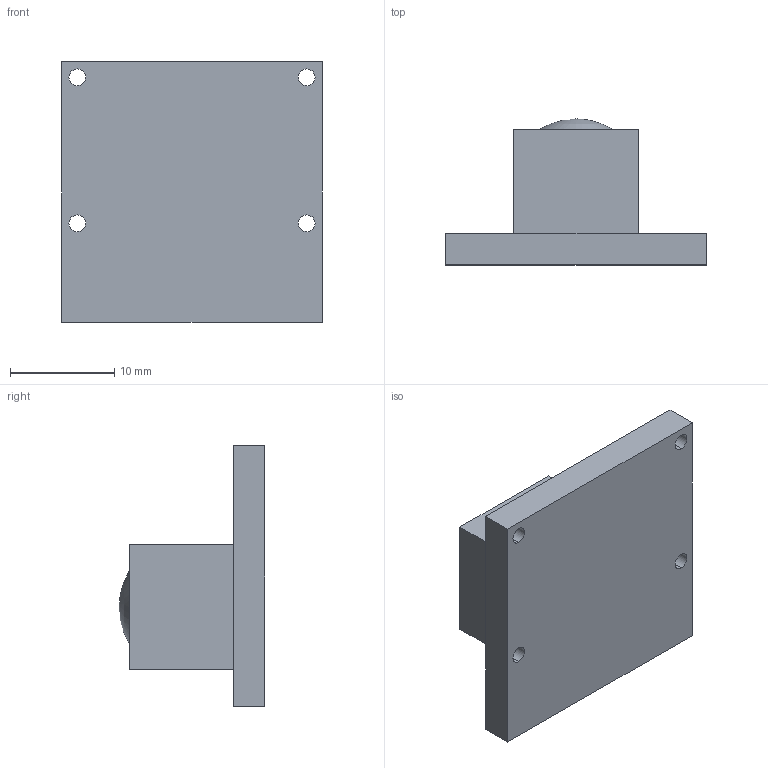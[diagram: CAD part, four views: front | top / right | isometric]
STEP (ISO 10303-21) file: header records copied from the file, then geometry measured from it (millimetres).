
FILE_DESCRIPTION (( 'STEP AP214' ), '1' );
FILE_NAME ('microbolometer_mock.STEP', '2018-01-08T17:49:05', ( '' ), ( '' ), 'SwSTEP 2.0', 'SolidWorks 2016', '' );
FILE_SCHEMA (( 'AUTOMOTIVE_DESIGN' ));
Length unit declared in the file: millimetre
Products named in the file (1): microbolometer_mock
Bounding box: 25 x 14 x 25 mm (x, y, z)
Volume: 3310.6 mm3; surface area: 2077.4 mm2
Topology: 1 solids, 1 shells, 20 faces, 53 edges, 36 vertices
Faces by surface type: plane 11, cylinder 8, sphere 1
Entity records: 878 total; most frequent: DIRECTION 110, CARTESIAN_POINT 105, ORIENTED_EDGE 100, EDGE_CURVE 50, AXIS2_PLACEMENT_3D 39, VERTEX_POINT 34, LINE 32, VECTOR 32
